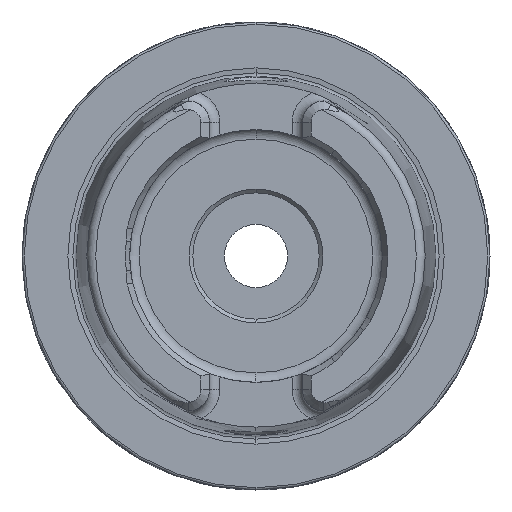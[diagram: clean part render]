
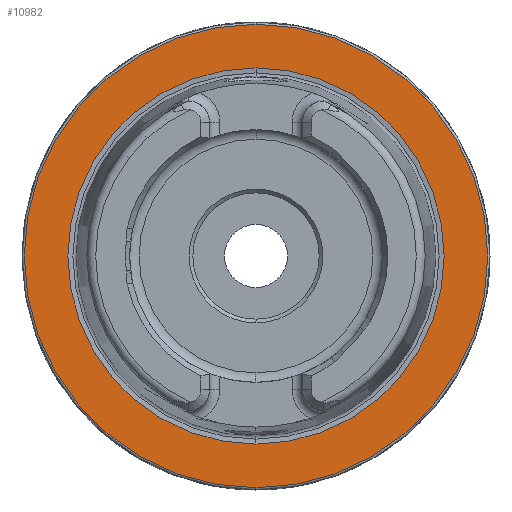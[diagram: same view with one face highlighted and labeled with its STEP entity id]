
A CAD part, left-side view. The second image highlights one B-rep face of the part: STEP entity #10982.
In plain terms, the highlighted planar face has unit normal (-1, 0, 0).
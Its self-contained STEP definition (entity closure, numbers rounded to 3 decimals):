
#50 = EDGE_CURVE ( 'NONE', #9292, #9371, #2561, .T. ) ;
#95 = AXIS2_PLACEMENT_3D ( 'NONE', #5566, #5567, #5568 ) ;
#665 = EDGE_LOOP ( 'NONE', ( #4571, #4422 ) ) ;
#672 = EDGE_LOOP ( 'NONE', ( #4533, #4693 ) ) ;
#1004 = CIRCLE ( 'NONE', #10765, 25.324 ) ;
#1564 = CARTESIAN_POINT ( 'NONE',  ( 0., 0., -31.2 ) ) ;
#1575 = CARTESIAN_POINT ( 'NONE',  ( 0., 31.2, 0. ) ) ;
#1582 = PLANE ( 'NONE',  #10792 ) ;
#1584 = DIRECTION ( 'NONE',  ( 1., 0., 0. ) ) ;
#1585 = DIRECTION ( 'NONE',  ( 0., 0., -1. ) ) ;
#2561 = CIRCLE ( 'NONE', #95, 25.324 ) ;
#3841 = EDGE_CURVE ( 'NONE', #9333, #9575, #6683, .T. ) ;
#3961 = AXIS2_PLACEMENT_3D ( 'NONE', #8621, #8622, #8624 ) ;
#4422 = ORIENTED_EDGE ( 'NONE', *, *, #9429, .T. ) ;
#4533 = ORIENTED_EDGE ( 'NONE', *, *, #9431, .F. ) ;
#4571 = ORIENTED_EDGE ( 'NONE', *, *, #3841, .T. ) ;
#4693 = ORIENTED_EDGE ( 'NONE', *, *, #50, .F. ) ;
#5566 = CARTESIAN_POINT ( 'NONE',  ( 0., 0., 0. ) ) ;
#5567 = DIRECTION ( 'NONE',  ( -1., 0., 0. ) ) ;
#5568 = DIRECTION ( 'NONE',  ( 0., 0., 1. ) ) ;
#6683 = CIRCLE ( 'NONE', #3961, 31.2 ) ;
#6700 = FACE_OUTER_BOUND ( 'NONE', #665, .T. ) ;
#6721 = FACE_BOUND ( 'NONE', #672, .T. ) ;
#6936 = CIRCLE ( 'NONE', #10764, 31.2 ) ;
#7143 = CARTESIAN_POINT ( 'NONE',  ( 0., 0., -25.324 ) ) ;
#7184 = CARTESIAN_POINT ( 'NONE',  ( 0., 0., 31.2 ) ) ;
#7251 = CARTESIAN_POINT ( 'NONE',  ( 0., 0., 25.324 ) ) ;
#7367 = CARTESIAN_POINT ( 'NONE',  ( 0., 0., 0. ) ) ;
#7368 = DIRECTION ( 'NONE',  ( -1., 0., 0. ) ) ;
#7369 = DIRECTION ( 'NONE',  ( 0., 0., 1. ) ) ;
#7371 = CARTESIAN_POINT ( 'NONE',  ( 0., 0., 0. ) ) ;
#7372 = DIRECTION ( 'NONE',  ( -1., 0., 0. ) ) ;
#7373 = DIRECTION ( 'NONE',  ( 0., 0., 1. ) ) ;
#8621 = CARTESIAN_POINT ( 'NONE',  ( 0., 0., 0. ) ) ;
#8622 = DIRECTION ( 'NONE',  ( -1., 0., 0. ) ) ;
#8624 = DIRECTION ( 'NONE',  ( 0., 0., 1. ) ) ;
#9292 = VERTEX_POINT ( 'NONE', #7143 ) ;
#9333 = VERTEX_POINT ( 'NONE', #7184 ) ;
#9371 = VERTEX_POINT ( 'NONE', #7251 ) ;
#9429 = EDGE_CURVE ( 'NONE', #9575, #9333, #6936, .T. ) ;
#9431 = EDGE_CURVE ( 'NONE', #9371, #9292, #1004, .T. ) ;
#9575 = VERTEX_POINT ( 'NONE', #1564 ) ;
#10764 = AXIS2_PLACEMENT_3D ( 'NONE', #7367, #7368, #7369 ) ;
#10765 = AXIS2_PLACEMENT_3D ( 'NONE', #7371, #7372, #7373 ) ;
#10792 = AXIS2_PLACEMENT_3D ( 'NONE', #1575, #1584, #1585 ) ;
#10982 = ADVANCED_FACE ( 'NONE', ( #6721, #6700 ), #1582, .F. ) ;
